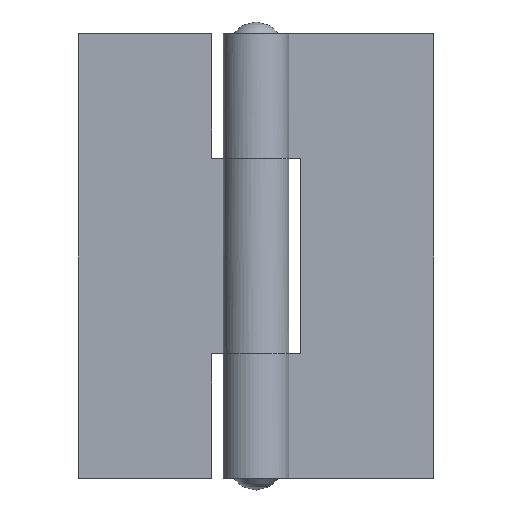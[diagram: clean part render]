
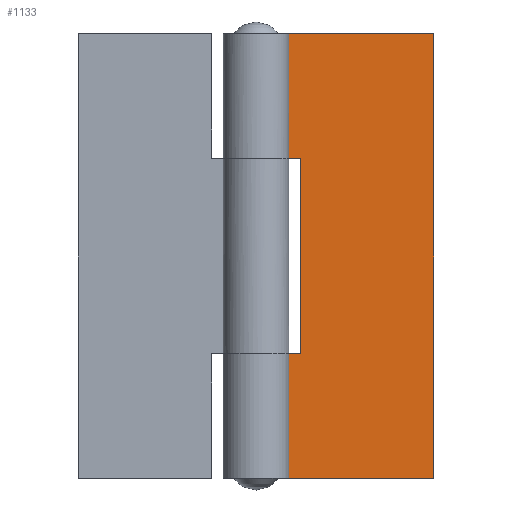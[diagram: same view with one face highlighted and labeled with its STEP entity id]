
A CAD part, front view. The second image highlights one B-rep face of the part: STEP entity #1133.
In plain terms, the highlighted free-form (B-spline) face has degree [1, 1] with [2, 2] control points.
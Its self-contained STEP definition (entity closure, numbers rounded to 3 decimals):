
#653=CARTESIAN_POINT('',(0.0,1.05,18.0));
#654=VERTEX_POINT('',#653);
#749=CARTESIAN_POINT('',(0.0,1.05,25.0));
#750=VERTEX_POINT('',#749);
#751=CARTESIAN_POINT('',(0.0,1.05,25.0));
#752=CARTESIAN_POINT('',(0.0,1.05,18.0));
#753=QUASI_UNIFORM_CURVE('',1,(#751,#752),.UNSPECIFIED.,.F.,.U.);
#754=EDGE_CURVE('',#750,#654,#753,.T.);
#878=CARTESIAN_POINT('',(0.0,1.05,7.0));
#879=VERTEX_POINT('',#878);
#982=CARTESIAN_POINT('',(0.0,1.05,0.0));
#983=VERTEX_POINT('',#982);
#1078=CARTESIAN_POINT('',(0.0,1.05,7.0));
#1079=CARTESIAN_POINT('',(0.0,1.05,0.0));
#1080=QUASI_UNIFORM_CURVE('',1,(#1078,#1079),.UNSPECIFIED.,.F.,.U.);
#1081=EDGE_CURVE('',#879,#983,#1080,.T.);
#1086=CARTESIAN_POINT('',(-0.499,1.05,26.249));
#1087=CARTESIAN_POINT('',(-0.499,1.05,-1.249));
#1088=CARTESIAN_POINT('',(10.5,1.05,26.249));
#1089=CARTESIAN_POINT('',(10.5,1.05,-1.249));
#1090=B_SPLINE_SURFACE_WITH_KNOTS('',1,1,((#1086,#1088),(#1087,#1089)),.UNSPECIFIED.,.F.,.F.,.U.,(2,2),(2,2),(0.0,27.498),(0.0,10.999),.UNSPECIFIED.);
#1091=CARTESIAN_POINT('',(2.5,1.05,18.0));
#1092=VERTEX_POINT('',#1091);
#1093=CARTESIAN_POINT('',(2.5,1.05,7.0));
#1094=VERTEX_POINT('',#1093);
#1095=CARTESIAN_POINT('',(2.5,1.05,18.0));
#1096=CARTESIAN_POINT('',(2.5,1.05,7.0));
#1097=QUASI_UNIFORM_CURVE('',1,(#1095,#1096),.UNSPECIFIED.,.F.,.U.);
#1098=EDGE_CURVE('',#1092,#1094,#1097,.T.);
#1099=ORIENTED_EDGE('',*,*,#1098,.T.);
#1100=CARTESIAN_POINT('',(2.5,1.05,7.0));
#1101=CARTESIAN_POINT('',(0.0,1.05,7.0));
#1102=QUASI_UNIFORM_CURVE('',1,(#1100,#1101),.UNSPECIFIED.,.F.,.U.);
#1103=EDGE_CURVE('',#1094,#879,#1102,.T.);
#1104=ORIENTED_EDGE('',*,*,#1103,.T.);
#1105=ORIENTED_EDGE('',*,*,#1081,.T.);
#1106=CARTESIAN_POINT('',(10.0,1.05,0.0));
#1107=VERTEX_POINT('',#1106);
#1108=CARTESIAN_POINT('',(10.0,1.05,0.0));
#1109=CARTESIAN_POINT('',(0.0,1.05,0.0));
#1110=QUASI_UNIFORM_CURVE('',1,(#1108,#1109),.UNSPECIFIED.,.F.,.U.);
#1111=EDGE_CURVE('',#1107,#983,#1110,.T.);
#1112=ORIENTED_EDGE('',*,*,#1111,.F.);
#1113=CARTESIAN_POINT('',(10.0,1.05,25.0));
#1114=VERTEX_POINT('',#1113);
#1115=CARTESIAN_POINT('',(10.0,1.05,25.0));
#1116=CARTESIAN_POINT('',(10.0,1.05,0.0));
#1117=QUASI_UNIFORM_CURVE('',1,(#1115,#1116),.UNSPECIFIED.,.F.,.U.);
#1118=EDGE_CURVE('',#1114,#1107,#1117,.T.);
#1119=ORIENTED_EDGE('',*,*,#1118,.F.);
#1120=CARTESIAN_POINT('',(10.0,1.05,25.0));
#1121=CARTESIAN_POINT('',(0.0,1.05,25.0));
#1122=QUASI_UNIFORM_CURVE('',1,(#1120,#1121),.UNSPECIFIED.,.F.,.U.);
#1123=EDGE_CURVE('',#1114,#750,#1122,.T.);
#1124=ORIENTED_EDGE('',*,*,#1123,.T.);
#1125=ORIENTED_EDGE('',*,*,#754,.T.);
#1126=CARTESIAN_POINT('',(0.0,1.05,18.0));
#1127=CARTESIAN_POINT('',(2.5,1.05,18.0));
#1128=QUASI_UNIFORM_CURVE('',1,(#1126,#1127),.UNSPECIFIED.,.F.,.U.);
#1129=EDGE_CURVE('',#654,#1092,#1128,.T.);
#1130=ORIENTED_EDGE('',*,*,#1129,.T.);
#1131=EDGE_LOOP('',(#1099,#1104,#1105,#1112,#1119,#1124,#1125,#1130));
#1132=FACE_OUTER_BOUND('',#1131,.T.);
#1133=ADVANCED_FACE('',(#1132),#1090,.T.);
